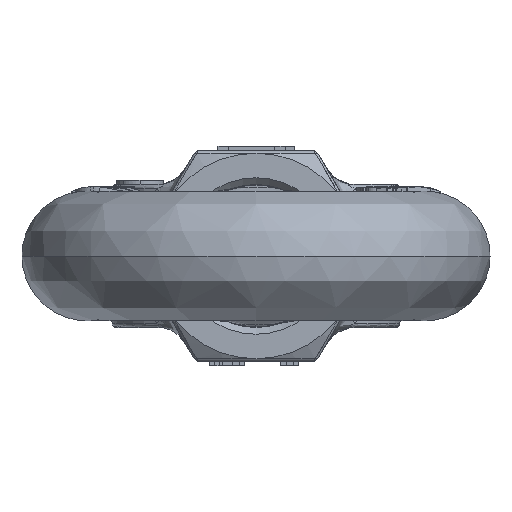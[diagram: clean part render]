
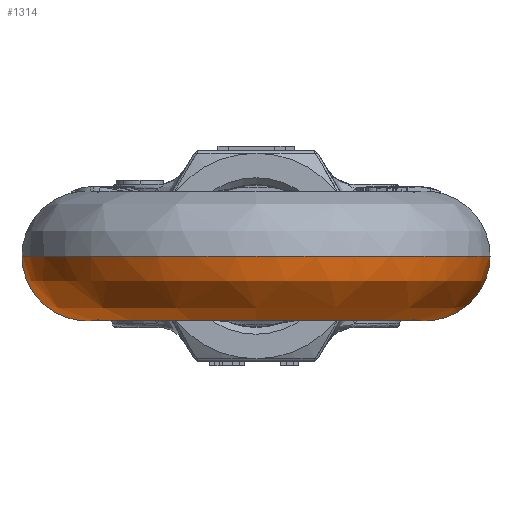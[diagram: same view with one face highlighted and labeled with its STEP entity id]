
A CAD part, left-side view. The second image highlights one B-rep face of the part: STEP entity #1314.
In plain terms, the highlighted free-form (B-spline) face has degree [3, 3] with [4, 7] control points.
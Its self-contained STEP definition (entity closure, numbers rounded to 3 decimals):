
#1314=ADVANCED_FACE('NONE',(#2914),#2915,.T.);
#2914=FACE_OUTER_BOUND('',#38358,.T.);
#2915=(B_SPLINE_SURFACE(3,3,((#38360,#38361,#38362,#38363,#38364,#38365,#38366),(#38367,#38368,#38369,#38370,#38371,#38372,#38373),(#38374,#38375,#38376,#38377,#38378,#38379,#38380),(#38381,#38382,#38383,#38384,#38385,#38386,#38387)),.UNSPECIFIED.,.F.,.F.,.F.)B_SPLINE_SURFACE_WITH_KNOTS((4,4),(4,3,4),(0.0,1.0),(0.0,0.5,1.0),.UNSPECIFIED.)RATIONAL_B_SPLINE_SURFACE(((1.0,0.787,0.787,1.0,0.787,0.787,1.0),(0.333,0.262,0.262,0.333,0.262,0.262,0.333),(0.333,0.262,0.262,0.333,0.262,0.262,0.333),(1.0,0.787,0.787,1.0,0.787,0.787,1.0)))BOUNDED_SURFACE()REPRESENTATION_ITEM('')GEOMETRIC_REPRESENTATION_ITEM()SURFACE());
#38358=EDGE_LOOP('',(#45430,#45431,#45432,#45433));
#38360=CARTESIAN_POINT('',(-25.035,52.353,0.0));
#38361=CARTESIAN_POINT('',(-57.556,54.794,0.0));
#38362=CARTESIAN_POINT('',(-81.464,32.613,0.0));
#38363=CARTESIAN_POINT('',(-81.464,0.,0.0));
#38364=CARTESIAN_POINT('',(-81.464,-32.613,0.0));
#38365=CARTESIAN_POINT('',(-57.556,-54.794,0.0));
#38366=CARTESIAN_POINT('',(-25.035,-52.353,0.0));
#38367=CARTESIAN_POINT('',(-25.035,52.353,-29.0));
#38368=CARTESIAN_POINT('',(-57.556,54.794,-29.0));
#38369=CARTESIAN_POINT('',(-81.464,32.613,-29.0));
#38370=CARTESIAN_POINT('',(-81.464,0.,-29.0));
#38371=CARTESIAN_POINT('',(-81.464,-32.613,-29.0));
#38372=CARTESIAN_POINT('',(-57.556,-54.794,-29.0));
#38373=CARTESIAN_POINT('',(-25.035,-52.353,-29.0));
#38374=CARTESIAN_POINT('',(-27.205,23.434,-29.0));
#38375=CARTESIAN_POINT('',(-41.763,24.527,-29.0));
#38376=CARTESIAN_POINT('',(-52.464,14.598,-29.0));
#38377=CARTESIAN_POINT('',(-52.464,0.,-29.0));
#38378=CARTESIAN_POINT('',(-52.464,-14.598,-29.0));
#38379=CARTESIAN_POINT('',(-41.763,-24.527,-29.0));
#38380=CARTESIAN_POINT('',(-27.205,-23.434,-29.0));
#38381=CARTESIAN_POINT('',(-27.205,23.434,0.));
#38382=CARTESIAN_POINT('',(-41.763,24.527,0.));
#38383=CARTESIAN_POINT('',(-52.464,14.598,0.));
#38384=CARTESIAN_POINT('',(-52.464,0.,0.));
#38385=CARTESIAN_POINT('',(-52.464,-14.598,0.));
#38386=CARTESIAN_POINT('',(-41.763,-24.527,0.));
#38387=CARTESIAN_POINT('',(-27.205,-23.434,0.));
#45430=ORIENTED_EDGE('',*,*,#49108,.F.);
#45431=ORIENTED_EDGE('',*,*,#49109,.T.);
#45432=ORIENTED_EDGE('',*,*,#49110,.F.);
#45433=ORIENTED_EDGE('',*,*,#49111,.F.);
#49108=EDGE_CURVE('NONE',#51758,#51757,#51844,.T.);
#49109=EDGE_CURVE('NONE',#51758,#51645,#51845,.T.);
#49110=EDGE_CURVE('NONE',#51647,#51645,#51846,.T.);
#49111=EDGE_CURVE('NONE',#51757,#51647,#51847,.T.);
#51645=VERTEX_POINT('NONE',#59681);
#51647=VERTEX_POINT('NONE',#59683);
#51757=VERTEX_POINT('NONE',#60182);
#51758=VERTEX_POINT('NONE',#60183);
#51844=CIRCLE('',#60480,14.5);
#51845=CIRCLE('',#60481,23.5);
#51846=CIRCLE('',#60482,14.5);
#51847=CIRCLE('',#60483,52.5);
#59681=CARTESIAN_POINT('',(-27.205,-23.434,0.));
#59683=CARTESIAN_POINT('',(-25.035,-52.353,0.0));
#60182=CARTESIAN_POINT('',(-25.035,52.353,0.0));
#60183=CARTESIAN_POINT('',(-27.205,23.434,0.));
#60480=AXIS2_PLACEMENT_3D('',#67152,#67153,#67154);
#60481=AXIS2_PLACEMENT_3D('',#67155,#67156,#67157);
#60482=AXIS2_PLACEMENT_3D('',#67158,#67159,#67160);
#60483=AXIS2_PLACEMENT_3D('',#67161,#67162,#67163);
#67152=CARTESIAN_POINT('',(-26.12,37.893,0.0));
#67153=DIRECTION('',(0.997,-0.075,0.0));
#67154=DIRECTION('',(0.075,0.997,0.0));
#67155=CARTESIAN_POINT('',(-28.964,0.,0.));
#67156=DIRECTION('',(0.0,0.0,1.0));
#67157=DIRECTION('',(1.0,0.0,0.0));
#67158=CARTESIAN_POINT('',(-26.12,-37.893,0.0));
#67159=DIRECTION('',(0.997,0.075,0.0));
#67160=DIRECTION('',(0.075,-0.997,0.0));
#67161=CARTESIAN_POINT('',(-28.964,0.,0.0));
#67162=DIRECTION('',(0.0,0.0,1.0));
#67163=DIRECTION('',(1.0,0.0,0.0));
